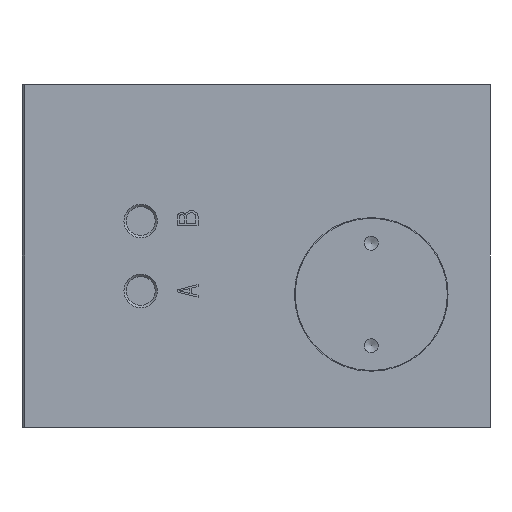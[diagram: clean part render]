
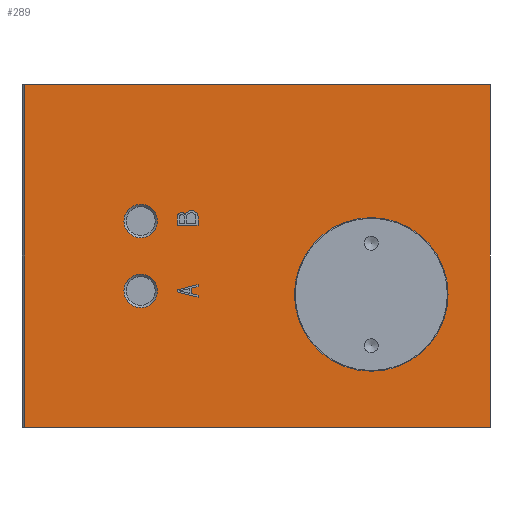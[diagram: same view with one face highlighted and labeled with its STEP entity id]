
A CAD part, left-side view. The second image highlights one B-rep face of the part: STEP entity #289.
In plain terms, the highlighted face is planar.
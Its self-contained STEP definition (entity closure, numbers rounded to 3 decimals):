
#289 = ADVANCED_FACE( '', ( #675, #676, #677, #678, #679, #680 ), #681, .F. );
#675 = FACE_BOUND( '', #1184, .T. );
#676 = FACE_OUTER_BOUND( '', #1185, .T. );
#677 = FACE_BOUND( '', #1186, .T. );
#678 = FACE_BOUND( '', #1187, .T. );
#679 = FACE_BOUND( '', #1188, .T. );
#680 = FACE_BOUND( '', #1189, .T. );
#681 = PLANE( '', #1190 );
#1184 = EDGE_LOOP( '', ( #1873, #1874, #1875, #1876, #1877, #1878, #1879, #1880 ) );
#1185 = EDGE_LOOP( '', ( #1881, #1882, #1883, #1884 ) );
#1186 = EDGE_LOOP( '', ( #1885 ) );
#1187 = EDGE_LOOP( '', ( #1886 ) );
#1188 = EDGE_LOOP( '', ( #1887 ) );
#1189 = EDGE_LOOP( '', ( #1888, #1889, #1890, #1891, #1892 ) );
#1190 = AXIS2_PLACEMENT_3D( '', #1893, #1894, #1895 );
#1873 = ORIENTED_EDGE( '', *, *, #2801, .T. );
#1874 = ORIENTED_EDGE( '', *, *, #2649, .T. );
#1875 = ORIENTED_EDGE( '', *, *, #2788, .T. );
#1876 = ORIENTED_EDGE( '', *, *, #2802, .T. );
#1877 = ORIENTED_EDGE( '', *, *, #2679, .T. );
#1878 = ORIENTED_EDGE( '', *, *, #2803, .T. );
#1879 = ORIENTED_EDGE( '', *, *, #2780, .T. );
#1880 = ORIENTED_EDGE( '', *, *, #2804, .T. );
#1881 = ORIENTED_EDGE( '', *, *, #2805, .T. );
#1882 = ORIENTED_EDGE( '', *, *, #2806, .F. );
#1883 = ORIENTED_EDGE( '', *, *, #2725, .F. );
#1884 = ORIENTED_EDGE( '', *, *, #2807, .T. );
#1885 = ORIENTED_EDGE( '', *, *, #2761, .F. );
#1886 = ORIENTED_EDGE( '', *, *, #2750, .F. );
#1887 = ORIENTED_EDGE( '', *, *, #2808, .T. );
#1888 = ORIENTED_EDGE( '', *, *, #2695, .T. );
#1889 = ORIENTED_EDGE( '', *, *, #2809, .T. );
#1890 = ORIENTED_EDGE( '', *, *, #2810, .T. );
#1891 = ORIENTED_EDGE( '', *, *, #2772, .T. );
#1892 = ORIENTED_EDGE( '', *, *, #2811, .T. );
#1893 = CARTESIAN_POINT( '', ( 24.5, 0., -66. ) );
#1894 = DIRECTION( '', ( 0., 0., 1. ) );
#1895 = DIRECTION( '', ( 1., 0., 0. ) );
#2649 = EDGE_CURVE( '', #3096, #3097, #3098, .T. );
#2679 = EDGE_CURVE( '', #3142, #3143, #3144, .T. );
#2695 = EDGE_CURVE( '', #3167, #3168, #3169, .T. );
#2725 = EDGE_CURVE( '', #3219, #3221, #3222, .T. );
#2750 = EDGE_CURVE( '', #3260, #3260, #3261, .F. );
#2761 = EDGE_CURVE( '', #3277, #3277, #3278, .F. );
#2772 = EDGE_CURVE( '', #3294, #3295, #3296, .T. );
#2780 = EDGE_CURVE( '', #3306, #3307, #3308, .T. );
#2788 = EDGE_CURVE( '', #3097, #3320, #3321, .T. );
#2801 = EDGE_CURVE( '', #3339, #3096, #3340, .T. );
#2802 = EDGE_CURVE( '', #3320, #3142, #3341, .T. );
#2803 = EDGE_CURVE( '', #3143, #3306, #3342, .T. );
#2804 = EDGE_CURVE( '', #3307, #3339, #3343, .T. );
#2805 = EDGE_CURVE( '', #3344, #3345, #3346, .T. );
#2806 = EDGE_CURVE( '', #3221, #3345, #3347, .T. );
#2807 = EDGE_CURVE( '', #3219, #3344, #3348, .T. );
#2808 = EDGE_CURVE( '', #3349, #3349, #3350, .T. );
#2809 = EDGE_CURVE( '', #3168, #3351, #3352, .T. );
#2810 = EDGE_CURVE( '', #3351, #3294, #3353, .T. );
#2811 = EDGE_CURVE( '', #3295, #3167, #3354, .T. );
#3096 = VERTEX_POINT( '', #3722 );
#3097 = VERTEX_POINT( '', #3723 );
#3098 = LINE( '', #3724, #3725 );
#3142 = VERTEX_POINT( '', #3792 );
#3143 = VERTEX_POINT( '', #3793 );
#3144 = LINE( '', #3794, #3795 );
#3167 = VERTEX_POINT( '', #3826 );
#3168 = VERTEX_POINT( '', #3827 );
#3169 = CIRCLE( '', #3828, 0.652 );
#3219 = VERTEX_POINT( '', #3897 );
#3221 = VERTEX_POINT( '', #3900 );
#3222 = LINE( '', #3901, #3902 );
#3260 = VERTEX_POINT( '', #3947 );
#3261 = CIRCLE( '', #3948, 2.4 );
#3277 = VERTEX_POINT( '', #3964 );
#3278 = CIRCLE( '', #3965, 2.4 );
#3294 = VERTEX_POINT( '', #3987 );
#3295 = VERTEX_POINT( '', #3988 );
#3296 = LINE( '', #3989, #3990 );
#3306 = VERTEX_POINT( '', #4003 );
#3307 = VERTEX_POINT( '', #4004 );
#3308 = LINE( '', #4005, #4006 );
#3320 = VERTEX_POINT( '', #4021 );
#3321 = LINE( '', #4022, #4023 );
#3339 = VERTEX_POINT( '', #4046 );
#3340 = LINE( '', #4047, #4048 );
#3341 = LINE( '', #4049, #4050 );
#3342 = LINE( '', #4051, #4052 );
#3343 = LINE( '', #4053, #4054 );
#3344 = VERTEX_POINT( '', #4055 );
#3345 = VERTEX_POINT( '', #4056 );
#3346 = LINE( '', #4057, #4058 );
#3347 = LINE( '', #4059, #4060 );
#3348 = LINE( '', #4061, #4062 );
#3349 = VERTEX_POINT( '', #4063 );
#3350 = CIRCLE( '', #4064, 11. );
#3351 = VERTEX_POINT( '', #4065 );
#3352 = CIRCLE( '', #4066, 0.93 );
#3353 = LINE( '', #4067, #4068 );
#3354 = LINE( '', #4069, #4070 );
#3722 = CARTESIAN_POINT( '', ( 4.1, 41.8, -66. ) );
#3723 = CARTESIAN_POINT( '', ( 4.4, 41.8, -66. ) );
#3724 = CARTESIAN_POINT( '', ( 4.1, 41.8, -66. ) );
#3725 = VECTOR( '', #4542, 1000. );
#3792 = CARTESIAN_POINT( '', ( 5.4, 42.7, -66. ) );
#3793 = CARTESIAN_POINT( '', ( 5.6, 41.8, -66. ) );
#3794 = CARTESIAN_POINT( '', ( 5.4, 42.7, -66. ) );
#3795 = VECTOR( '', #4576, 1000. );
#3826 = CARTESIAN_POINT( '', ( -5.6, 44.8, -66. ) );
#3827 = CARTESIAN_POINT( '', ( -5.9, 43.6, -66. ) );
#3828 = AXIS2_PLACEMENT_3D( '', #4591, #4592, #4593 );
#3897 = CARTESIAN_POINT( '', ( 24.5, 0., -66. ) );
#3900 = CARTESIAN_POINT( '', ( 24.5, 66.6, -66. ) );
#3901 = CARTESIAN_POINT( '', ( 24.5, 0., -66. ) );
#3902 = VECTOR( '', #4623, 1000. );
#3947 = CARTESIAN_POINT( '', ( -2.6, 50., -66. ) );
#3948 = AXIS2_PLACEMENT_3D( '', #4661, #4662, #4663 );
#3964 = CARTESIAN_POINT( '', ( 7.4, 50., -66. ) );
#3965 = AXIS2_PLACEMENT_3D( '', #4679, #4680, #4681 );
#3987 = CARTESIAN_POINT( '', ( -4.4, 41.8, -66. ) );
#3988 = CARTESIAN_POINT( '', ( -4.4, 44.8, -66. ) );
#3989 = CARTESIAN_POINT( '', ( -4.4, 41.8, -66. ) );
#3990 = VECTOR( '', #4691, 1000. );
#4003 = CARTESIAN_POINT( '', ( 5.9, 41.8, -66. ) );
#4004 = CARTESIAN_POINT( '', ( 5.15, 44.8, -66. ) );
#4005 = CARTESIAN_POINT( '', ( 5.9, 41.8, -66. ) );
#4006 = VECTOR( '', #4698, 1000. );
#4021 = CARTESIAN_POINT( '', ( 4.6, 42.7, -66. ) );
#4022 = CARTESIAN_POINT( '', ( 4.4, 41.8, -66. ) );
#4023 = VECTOR( '', #4708, 1000. );
#4046 = CARTESIAN_POINT( '', ( 4.85, 44.8, -66. ) );
#4047 = CARTESIAN_POINT( '', ( 4.85, 44.8, -66. ) );
#4048 = VECTOR( '', #4720, 1000. );
#4049 = CARTESIAN_POINT( '', ( 4.6, 42.7, -66. ) );
#4050 = VECTOR( '', #4721, 1000. );
#4051 = CARTESIAN_POINT( '', ( 5.6, 41.8, -66. ) );
#4052 = VECTOR( '', #4722, 1000. );
#4053 = CARTESIAN_POINT( '', ( 5.15, 44.8, -66. ) );
#4054 = VECTOR( '', #4723, 1000. );
#4055 = CARTESIAN_POINT( '', ( -24.5, 0., -66. ) );
#4056 = CARTESIAN_POINT( '', ( -24.5, 66.6, -66. ) );
#4057 = CARTESIAN_POINT( '', ( -24.5, 0., -66. ) );
#4058 = VECTOR( '', #4724, 1000. );
#4059 = CARTESIAN_POINT( '', ( 24.5, 66.6, -66. ) );
#4060 = VECTOR( '', #4725, 1000. );
#4061 = CARTESIAN_POINT( '', ( 24.5, 0., -66. ) );
#4062 = VECTOR( '', #4726, 1000. );
#4063 = CARTESIAN_POINT( '', ( 16.5, 17., -66. ) );
#4064 = AXIS2_PLACEMENT_3D( '', #4727, #4728, #4729 );
#4065 = CARTESIAN_POINT( '', ( -5.6, 41.8, -66. ) );
#4066 = AXIS2_PLACEMENT_3D( '', #4730, #4731, #4732 );
#4067 = CARTESIAN_POINT( '', ( -5.6, 41.8, -66. ) );
#4068 = VECTOR( '', #4733, 1000. );
#4069 = CARTESIAN_POINT( '', ( -4.4, 44.8, -66. ) );
#4070 = VECTOR( '', #4734, 1000. );
#4542 = DIRECTION( '', ( 1., 0., 0. ) );
#4576 = DIRECTION( '', ( 0.217, -0.976, 0. ) );
#4591 = CARTESIAN_POINT( '', ( -5.55, 44.15, -66. ) );
#4592 = DIRECTION( '', ( 0., 0., 1. ) );
#4593 = DIRECTION( '', ( 1., 0., 0. ) );
#4623 = DIRECTION( '', ( 0., 1., 0. ) );
#4661 = CARTESIAN_POINT( '', ( -5., 50., -66. ) );
#4662 = DIRECTION( '', ( 0., 0., 1. ) );
#4663 = DIRECTION( '', ( 1., 0., 0. ) );
#4679 = CARTESIAN_POINT( '', ( 5., 50., -66. ) );
#4680 = DIRECTION( '', ( 0., 0., 1. ) );
#4681 = DIRECTION( '', ( 1., 0., 0. ) );
#4691 = DIRECTION( '', ( 0., 1., 0. ) );
#4698 = DIRECTION( '', ( -0.243, 0.97, 0. ) );
#4708 = DIRECTION( '', ( 0.217, 0.976, 0. ) );
#4720 = DIRECTION( '', ( -0.243, -0.97, 0. ) );
#4721 = DIRECTION( '', ( 1., 0., 0. ) );
#4722 = DIRECTION( '', ( 1., 0., 0. ) );
#4723 = DIRECTION( '', ( -1., 0., 0. ) );
#4724 = DIRECTION( '', ( 0., 1., 0. ) );
#4725 = DIRECTION( '', ( -1., 0., 0. ) );
#4726 = DIRECTION( '', ( -1., 0., 0. ) );
#4727 = CARTESIAN_POINT( '', ( 5.5, 17., -66. ) );
#4728 = DIRECTION( '', ( 0., 0., 1. ) );
#4729 = DIRECTION( '', ( 1., 0., 0. ) );
#4730 = CARTESIAN_POINT( '', ( -5.57, 42.73, -66. ) );
#4731 = DIRECTION( '', ( 0., 0., 1. ) );
#4732 = DIRECTION( '', ( 1., 0., 0. ) );
#4733 = DIRECTION( '', ( 1., 0., 0. ) );
#4734 = DIRECTION( '', ( -1., 0., 0. ) );
